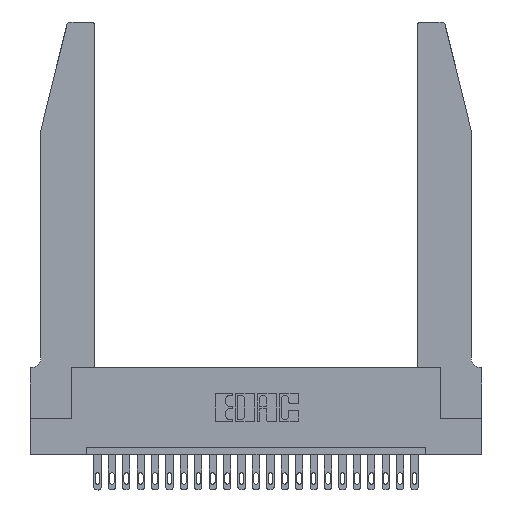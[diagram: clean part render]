
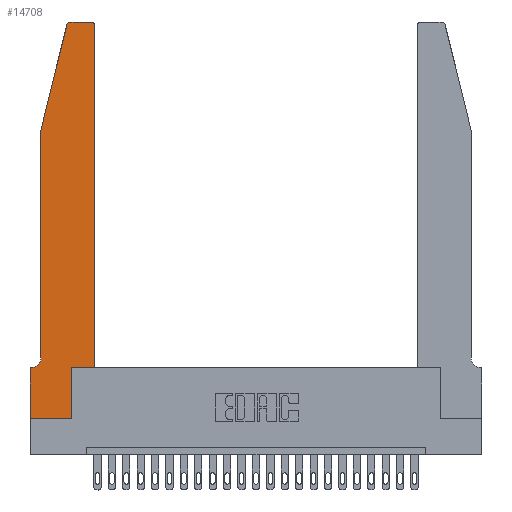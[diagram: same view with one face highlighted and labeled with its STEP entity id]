
A CAD part, top view. The second image highlights one B-rep face of the part: STEP entity #14708.
In plain terms, the highlighted planar face has unit normal (0, 0, 1).
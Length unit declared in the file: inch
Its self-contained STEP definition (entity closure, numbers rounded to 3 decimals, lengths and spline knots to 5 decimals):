
#84 = CARTESIAN_POINT ( 'NONE',  ( 0., 0., 0.37 ) ) ;
#167 = CARTESIAN_POINT ( 'NONE',  ( 0.4205, 2.72, 0.37 ) ) ;
#502 = VERTEX_POINT ( 'NONE', #7357 ) ;
#560 = EDGE_CURVE ( 'NONE', #561, #11396, #6046, .T. ) ;
#561 = VERTEX_POINT ( 'NONE', #14884 ) ;
#1398 = VECTOR ( 'NONE', #23065, 39.37008 ) ;
#1586 = AXIS2_PLACEMENT_3D ( 'NONE', #3880, #23073, #11655 ) ;
#2028 = CARTESIAN_POINT ( 'NONE',  ( 0.2865, 0.35, 0.37 ) ) ;
#2278 = DIRECTION ( 'NONE',  ( -1., 0., 0. ) ) ;
#2384 = CARTESIAN_POINT ( 'NONE',  ( 0.0755, 2., 0.37 ) ) ;
#2397 = DIRECTION ( 'NONE',  ( 1., 0., 0. ) ) ;
#2512 = VECTOR ( 'NONE', #12915, 39.37008 ) ;
#2780 = CARTESIAN_POINT ( 'NONE',  ( 0., 0.35, 0.37 ) ) ;
#2935 = VECTOR ( 'NONE', #23676, 39.37008 ) ;
#3250 = CARTESIAN_POINT ( 'NONE',  ( 0.4505, 0.35, 0.37 ) ) ;
#3273 = LINE ( 'NONE', #7022, #11835 ) ;
#3276 = DIRECTION ( 'NONE',  ( 0., -1., 0. ) ) ;
#3392 = VERTEX_POINT ( 'NONE', #23760 ) ;
#3439 = LINE ( 'NONE', #19448, #11142 ) ;
#3880 = CARTESIAN_POINT ( 'NONE',  ( 0.0055, 0.42, 0.37 ) ) ;
#4314 = ORIENTED_EDGE ( 'NONE', *, *, #17311, .T. ) ;
#4485 = CARTESIAN_POINT ( 'NONE',  ( 0.2865, 0., 0.37 ) ) ;
#4645 = DIRECTION ( 'NONE',  ( 0., 0., 1. ) ) ;
#5589 = EDGE_CURVE ( 'NONE', #21895, #7004, #3439, .T. ) ;
#5626 = EDGE_CURVE ( 'NONE', #502, #3392, #13536, .T. ) ;
#6046 = LINE ( 'NONE', #7429, #11964 ) ;
#6297 = DIRECTION ( 'NONE',  ( 1., 0., 0. ) ) ;
#6497 = VERTEX_POINT ( 'NONE', #84 ) ;
#6772 = VECTOR ( 'NONE', #21275, 39.37008 ) ;
#7004 = VERTEX_POINT ( 'NONE', #19077 ) ;
#7022 = CARTESIAN_POINT ( 'NONE',  ( 0., 0., 0.37 ) ) ;
#7088 = LINE ( 'NONE', #15528, #6772 ) ;
#7357 = CARTESIAN_POINT ( 'NONE',  ( 0.25487, 2.72718, 0.37 ) ) ;
#7429 = CARTESIAN_POINT ( 'NONE',  ( 0.0755, 0.35, 0.37 ) ) ;
#8097 = DIRECTION ( 'NONE',  ( 1., 0., 0. ) ) ;
#8199 = ORIENTED_EDGE ( 'NONE', *, *, #5626, .T. ) ;
#8206 = EDGE_CURVE ( 'NONE', #12311, #14049, #7088, .T. ) ;
#8291 = ORIENTED_EDGE ( 'NONE', *, *, #560, .T. ) ;
#8408 = LINE ( 'NONE', #17123, #9578 ) ;
#8668 = DIRECTION ( 'NONE',  ( 0., 1., 0. ) ) ;
#8829 = CARTESIAN_POINT ( 'NONE',  ( 0.2865, 0.35, 0.37 ) ) ;
#9001 = VERTEX_POINT ( 'NONE', #4485 ) ;
#9089 = CARTESIAN_POINT ( 'NONE',  ( 0., 0., 0.37 ) ) ;
#9306 = DIRECTION ( 'NONE',  ( -1., 0., 0. ) ) ;
#9534 = EDGE_LOOP ( 'NONE', ( #21739, #4314, #8199, #18388, #9643, #8291, #11141, #11713, #20830, #20079, #15224, #21043 ) ) ;
#9578 = VECTOR ( 'NONE', #15441, 39.37008 ) ;
#9643 = ORIENTED_EDGE ( 'NONE', *, *, #21217, .T. ) ;
#10854 = AXIS2_PLACEMENT_3D ( 'NONE', #21564, #13918, #8097 ) ;
#11141 = ORIENTED_EDGE ( 'NONE', *, *, #20921, .T. ) ;
#11142 = VECTOR ( 'NONE', #2278, 39.37008 ) ;
#11396 = VERTEX_POINT ( 'NONE', #23142 ) ;
#11655 = DIRECTION ( 'NONE',  ( -1., 0., 0. ) ) ;
#11713 = ORIENTED_EDGE ( 'NONE', *, *, #14343, .T. ) ;
#11786 = EDGE_CURVE ( 'NONE', #22603, #12311, #8408, .T. ) ;
#11835 = VECTOR ( 'NONE', #3276, 39.37008 ) ;
#11964 = VECTOR ( 'NONE', #9306, 39.37008 ) ;
#12205 = CARTESIAN_POINT ( 'NONE',  ( 0.0755, 2., 0.37 ) ) ;
#12311 = VERTEX_POINT ( 'NONE', #3250 ) ;
#12429 = CIRCLE ( 'NONE', #10854, 0.03 ) ;
#12915 = DIRECTION ( 'NONE',  ( 1., 0., 0. ) ) ;
#13419 = DIRECTION ( 'NONE',  ( 0., 0., 1. ) ) ;
#13536 = LINE ( 'NONE', #2384, #1398 ) ;
#13918 = DIRECTION ( 'NONE',  ( 0., 0., 1. ) ) ;
#14049 = VERTEX_POINT ( 'NONE', #15535 ) ;
#14343 = EDGE_CURVE ( 'NONE', #6497, #9001, #17085, .T. ) ;
#14708 = ADVANCED_FACE ( 'NONE', ( #16384 ), #15893, .T. ) ;
#14742 = CARTESIAN_POINT ( 'NONE',  ( 0.0755, 0.42, 0.37 ) ) ;
#14884 = CARTESIAN_POINT ( 'NONE',  ( 0.0055, 0.35, 0.37 ) ) ;
#15032 = LINE ( 'NONE', #8829, #15619 ) ;
#15224 = ORIENTED_EDGE ( 'NONE', *, *, #8206, .T. ) ;
#15441 = DIRECTION ( 'NONE',  ( 1., 0., 0. ) ) ;
#15528 = CARTESIAN_POINT ( 'NONE',  ( 0.4505, 0.35, 0.37 ) ) ;
#15535 = CARTESIAN_POINT ( 'NONE',  ( 0.4505, 2.72, 0.37 ) ) ;
#15619 = VECTOR ( 'NONE', #8668, 39.37008 ) ;
#15853 = CIRCLE ( 'NONE', #1586, 0.07 ) ;
#15893 = PLANE ( 'NONE',  #16261 ) ;
#16261 = AXIS2_PLACEMENT_3D ( 'NONE', #2780, #4645, #6297 ) ;
#16384 = FACE_OUTER_BOUND ( 'NONE', #9534, .T. ) ;
#17085 = LINE ( 'NONE', #9089, #2512 ) ;
#17123 = CARTESIAN_POINT ( 'NONE',  ( 0.4505, 0.35, 0.37 ) ) ;
#17210 = EDGE_CURVE ( 'NONE', #3392, #17403, #19884, .T. ) ;
#17311 = EDGE_CURVE ( 'NONE', #7004, #502, #12429, .T. ) ;
#17403 = VERTEX_POINT ( 'NONE', #14742 ) ;
#18388 = ORIENTED_EDGE ( 'NONE', *, *, #17210, .T. ) ;
#18714 = EDGE_CURVE ( 'NONE', #9001, #22603, #15032, .T. ) ;
#18951 = AXIS2_PLACEMENT_3D ( 'NONE', #167, #13419, #2397 ) ;
#19077 = CARTESIAN_POINT ( 'NONE',  ( 0.284, 2.75, 0.37 ) ) ;
#19448 = CARTESIAN_POINT ( 'NONE',  ( 0.2605, 2.75, 0.37 ) ) ;
#19884 = LINE ( 'NONE', #12205, #2935 ) ;
#20079 = ORIENTED_EDGE ( 'NONE', *, *, #11786, .T. ) ;
#20358 = CARTESIAN_POINT ( 'NONE',  ( 0.4205, 2.75, 0.37 ) ) ;
#20506 = CIRCLE ( 'NONE', #18951, 0.03 ) ;
#20830 = ORIENTED_EDGE ( 'NONE', *, *, #18714, .T. ) ;
#20921 = EDGE_CURVE ( 'NONE', #11396, #6497, #3273, .T. ) ;
#21043 = ORIENTED_EDGE ( 'NONE', *, *, #24421, .T. ) ;
#21217 = EDGE_CURVE ( 'NONE', #17403, #561, #15853, .T. ) ;
#21275 = DIRECTION ( 'NONE',  ( 0., 1., 0. ) ) ;
#21564 = CARTESIAN_POINT ( 'NONE',  ( 0.284, 2.72, 0.37 ) ) ;
#21739 = ORIENTED_EDGE ( 'NONE', *, *, #5589, .T. ) ;
#21895 = VERTEX_POINT ( 'NONE', #20358 ) ;
#22603 = VERTEX_POINT ( 'NONE', #2028 ) ;
#23065 = DIRECTION ( 'NONE',  ( -0.239, -0.971, 0. ) ) ;
#23073 = DIRECTION ( 'NONE',  ( 0., 0., -1. ) ) ;
#23142 = CARTESIAN_POINT ( 'NONE',  ( 0., 0.35, 0.37 ) ) ;
#23676 = DIRECTION ( 'NONE',  ( 0., -1., 0. ) ) ;
#23760 = CARTESIAN_POINT ( 'NONE',  ( 0.0755, 2., 0.37 ) ) ;
#24421 = EDGE_CURVE ( 'NONE', #14049, #21895, #20506, .T. ) ;
